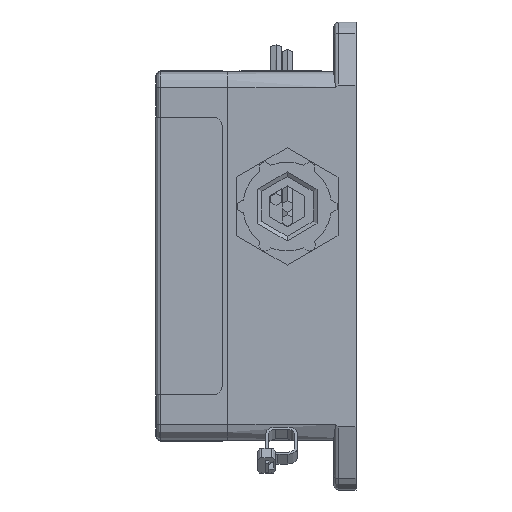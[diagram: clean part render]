
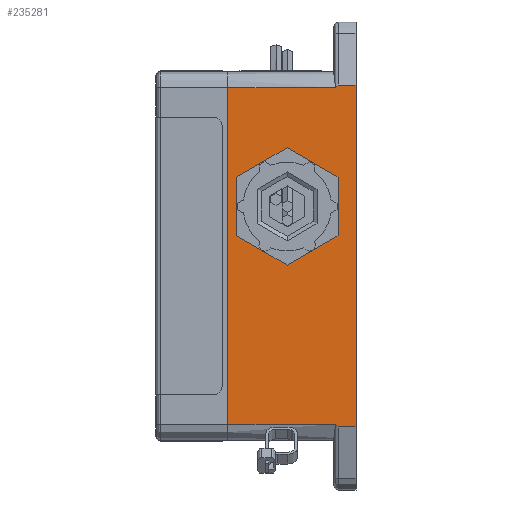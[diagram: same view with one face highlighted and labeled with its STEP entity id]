
A CAD part, left-side view. The second image highlights one B-rep face of the part: STEP entity #235281.
In plain terms, the highlighted planar face has unit normal (-1, 0, 0).
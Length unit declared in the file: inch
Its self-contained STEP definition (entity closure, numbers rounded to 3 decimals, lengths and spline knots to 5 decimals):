
#3985 = EDGE_CURVE ( 'NONE', #116559, #164528, #155257, .T. ) ;
#4077 = AXIS2_PLACEMENT_3D ( 'NONE', #21519, #75726, #131696 ) ;
#8534 = CARTESIAN_POINT ( 'NONE',  ( -1.8, 0.269, 2.855 ) ) ;
#8720 = DIRECTION ( 'NONE',  ( 0., -1., 0. ) ) ;
#8994 = AXIS2_PLACEMENT_3D ( 'NONE', #8534, #46080, #64375 ) ;
#13031 = CARTESIAN_POINT ( 'NONE',  ( -1.8, 0.24101, 2.07371 ) ) ;
#13426 = VERTEX_POINT ( 'NONE', #42799 ) ;
#20365 = EDGE_CURVE ( 'NONE', #164528, #116559, #76500, .T. ) ;
#21519 = CARTESIAN_POINT ( 'NONE',  ( -1.8, 0.84, 0.605 ) ) ;
#23176 = FACE_OUTER_BOUND ( 'NONE', #202216, .T. ) ;
#24034 = VERTEX_POINT ( 'NONE', #230655 ) ;
#27289 = ORIENTED_EDGE ( 'NONE', *, *, #81483, .F. ) ;
#32090 = CARTESIAN_POINT ( 'NONE',  ( -1.8, 0., -2.08625 ) ) ;
#33921 = DIRECTION ( 'NONE',  ( -1., 0., 0. ) ) ;
#34101 = VERTEX_POINT ( 'NONE', #48422 ) ;
#39859 = VECTOR ( 'NONE', #8720, 39.37008 ) ;
#40655 = EDGE_CURVE ( 'NONE', #24034, #153278, #224738, .T. ) ;
#42799 = CARTESIAN_POINT ( 'NONE',  ( -1.8, 0.219, 2.08625 ) ) ;
#46080 = DIRECTION ( 'NONE',  ( 1., 0., 0. ) ) ;
#46094 = DIRECTION ( 'NONE',  ( 0., 0., 1. ) ) ;
#48422 = CARTESIAN_POINT ( 'NONE',  ( -1.8, 1.5645, 2.05 ) ) ;
#50530 = CARTESIAN_POINT ( 'NONE',  ( -1.8, 0.23032, 2.08625 ) ) ;
#52232 = DIRECTION ( 'NONE',  ( 0., 0., 1. ) ) ;
#59202 = ORIENTED_EDGE ( 'NONE', *, *, #195938, .T. ) ;
#64375 = DIRECTION ( 'NONE',  ( 0., 0., -1. ) ) ;
#65446 = LINE ( 'NONE', #193209, #39859 ) ;
#75726 = DIRECTION ( 'NONE',  ( -1., 0., 0. ) ) ;
#76500 = CIRCLE ( 'NONE', #118407, 0.2875 ) ;
#80359 = DIRECTION ( 'NONE',  ( 0., 1., 0. ) ) ;
#80488 = ORIENTED_EDGE ( 'NONE', *, *, #20365, .F. ) ;
#81483 = EDGE_CURVE ( 'NONE', #24034, #127815, #103097, .T. ) ;
#85407 = ORIENTED_EDGE ( 'NONE', *, *, #124684, .T. ) ;
#92133 = EDGE_CURVE ( 'NONE', #153278, #13426, #139546, .T. ) ;
#94134 = CARTESIAN_POINT ( 'NONE',  ( -1.8, 1.5645, -2.05 ) ) ;
#97742 = CARTESIAN_POINT ( 'NONE',  ( -1.8, 0.84, 0.3175 ) ) ;
#97994 = EDGE_CURVE ( 'NONE', #13426, #133136, #196165, .T. ) ;
#98776 = CARTESIAN_POINT ( 'NONE',  ( -1.8, 0.269, 2.05 ) ) ;
#101559 = VECTOR ( 'NONE', #80359, 39.37008 ) ;
#103097 = LINE ( 'NONE', #32090, #186191 ) ;
#104071 = CARTESIAN_POINT ( 'NONE',  ( -1.8, 0., 2.08625 ) ) ;
#105956 = CARTESIAN_POINT ( 'NONE',  ( -1.8, 0.23032, -2.08625 ) ) ;
#110894 = VERTEX_POINT ( 'NONE', #202154 ) ;
#111259 = VECTOR ( 'NONE', #46094, 39.37008 ) ;
#116198 = VERTEX_POINT ( 'NONE', #94134 ) ;
#116559 = VERTEX_POINT ( 'NONE', #97742 ) ;
#117860 = PLANE ( 'NONE',  #8994 ) ;
#118407 = AXIS2_PLACEMENT_3D ( 'NONE', #178481, #33921, #52232 ) ;
#124684 = EDGE_CURVE ( 'NONE', #133136, #34101, #164448, .T. ) ;
#127815 = VERTEX_POINT ( 'NONE', #189921 ) ;
#128335 = CARTESIAN_POINT ( 'NONE',  ( -1.8, 0., 2.855 ) ) ;
#130888 =( BOUNDED_CURVE ( )  B_SPLINE_CURVE ( 3, ( #163473, #217848, #105956, #161129 ),
 .UNSPECIFIED., .F., .T. ) 
 B_SPLINE_CURVE_WITH_KNOTS ( ( 4, 4 ),
 ( 5.6167, 6.28319 ),
 .UNSPECIFIED. ) 
 CURVE ( )  GEOMETRIC_REPRESENTATION_ITEM ( )  RATIONAL_B_SPLINE_CURVE ( ( 1., 0.963, 0.963, 1. ) ) 
 REPRESENTATION_ITEM ( '' )  );
#131696 = DIRECTION ( 'NONE',  ( 0., 0., 1. ) ) ;
#132340 = ORIENTED_EDGE ( 'NONE', *, *, #97994, .T. ) ;
#133136 = VERTEX_POINT ( 'NONE', #228412 ) ;
#134288 = CARTESIAN_POINT ( 'NONE',  ( -1.8, 0., 2.08625 ) ) ;
#139546 = LINE ( 'NONE', #134288, #208119 ) ;
#142338 = DIRECTION ( 'NONE',  ( 0., 1., 0. ) ) ;
#143171 = CARTESIAN_POINT ( 'NONE',  ( -1.8, 0.24991, 2.05 ) ) ;
#151080 = ORIENTED_EDGE ( 'NONE', *, *, #174832, .T. ) ;
#151094 = DIRECTION ( 'NONE',  ( 0., 1., 0. ) ) ;
#153278 = VERTEX_POINT ( 'NONE', #104071 ) ;
#155257 = CIRCLE ( 'NONE', #4077, 0.2875 ) ;
#155511 = CARTESIAN_POINT ( 'NONE',  ( -1.8, 1.5645, 2.25 ) ) ;
#161129 = CARTESIAN_POINT ( 'NONE',  ( -1.8, 0.219, -2.08625 ) ) ;
#161306 = CARTESIAN_POINT ( 'NONE',  ( -1.8, 0.84, 0.8925 ) ) ;
#163473 = CARTESIAN_POINT ( 'NONE',  ( -1.8, 0.24991, -2.05 ) ) ;
#164448 = LINE ( 'NONE', #98776, #101559 ) ;
#164528 = VERTEX_POINT ( 'NONE', #161306 ) ;
#165593 = LINE ( 'NONE', #155511, #111259 ) ;
#165957 = FACE_BOUND ( 'NONE', #173853, .T. ) ;
#173853 = EDGE_LOOP ( 'NONE', ( #80488, #229175 ) ) ;
#174832 = EDGE_CURVE ( 'NONE', #116198, #110894, #65446, .T. ) ;
#178481 = CARTESIAN_POINT ( 'NONE',  ( -1.8, 0.84, 0.605 ) ) ;
#186191 = VECTOR ( 'NONE', #142338, 39.37008 ) ;
#189921 = CARTESIAN_POINT ( 'NONE',  ( -1.8, 0.219, -2.08625 ) ) ;
#193209 = CARTESIAN_POINT ( 'NONE',  ( -1.8, 0.269, -2.05 ) ) ;
#195938 = EDGE_CURVE ( 'NONE', #110894, #127815, #130888, .T. ) ;
#195964 = CARTESIAN_POINT ( 'NONE',  ( -1.8, 0.219, 2.08625 ) ) ;
#196165 =( BOUNDED_CURVE ( )  B_SPLINE_CURVE ( 3, ( #195964, #50530, #13031, #143171 ),
 .UNSPECIFIED., .F., .T. ) 
 B_SPLINE_CURVE_WITH_KNOTS ( ( 4, 4 ),
 ( 3.14159, 3.80808 ),
 .UNSPECIFIED. ) 
 CURVE ( )  GEOMETRIC_REPRESENTATION_ITEM ( )  RATIONAL_B_SPLINE_CURVE ( ( 1., 0.963, 0.963, 1. ) ) 
 REPRESENTATION_ITEM ( '' )  );
#201859 = DIRECTION ( 'NONE',  ( 0., 0., 1. ) ) ;
#202154 = CARTESIAN_POINT ( 'NONE',  ( -1.8, 0.24991, -2.05 ) ) ;
#202216 = EDGE_LOOP ( 'NONE', ( #132340, #85407, #216504, #151080, #59202, #27289, #222464, #226243 ) ) ;
#208119 = VECTOR ( 'NONE', #151094, 39.37008 ) ;
#210474 = VECTOR ( 'NONE', #201859, 39.37008 ) ;
#214893 = EDGE_CURVE ( 'NONE', #116198, #34101, #165593, .T. ) ;
#216504 = ORIENTED_EDGE ( 'NONE', *, *, #214893, .F. ) ;
#217848 = CARTESIAN_POINT ( 'NONE',  ( -1.8, 0.24101, -2.07371 ) ) ;
#222464 = ORIENTED_EDGE ( 'NONE', *, *, #40655, .T. ) ;
#224738 = LINE ( 'NONE', #128335, #210474 ) ;
#226243 = ORIENTED_EDGE ( 'NONE', *, *, #92133, .T. ) ;
#228412 = CARTESIAN_POINT ( 'NONE',  ( -1.8, 0.24991, 2.05 ) ) ;
#229175 = ORIENTED_EDGE ( 'NONE', *, *, #3985, .F. ) ;
#230655 = CARTESIAN_POINT ( 'NONE',  ( -1.8, 0., -2.08625 ) ) ;
#235281 = ADVANCED_FACE ( 'NONE', ( #165957, #23176 ), #117860, .F. ) ;
